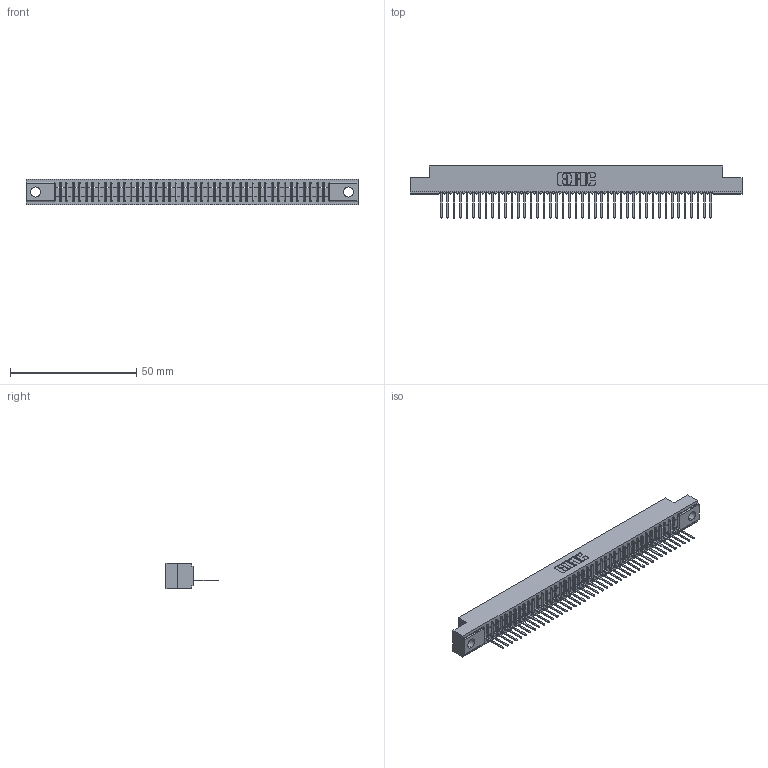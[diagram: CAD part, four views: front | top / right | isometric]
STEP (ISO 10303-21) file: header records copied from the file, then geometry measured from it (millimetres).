
FILE_DESCRIPTION (( 'STEP AP203' ), '1' );
FILE_NAME ('341-043-522-104.STEP', '2018-08-07T02:00:21', ( '' ), ( '' ), 'SwSTEP 2.0', 'SolidWorks 2016', '' );
FILE_SCHEMA (( 'CONFIG_CONTROL_DESIGN' ));
Length unit declared in the file: inch
Products named in the file (3): 341-043-522-104; 341 Part_.156 (3.96) Dia Mounting Holes; 341-292-001_341-292-122
Assembly tree (44 placements, depth 2):
  341-043-522-104
    341 Part_.156 (3.96) Dia Mounting Holes
    341-292-001_341-292-122  x43
Bounding box: 131.44 x 20.62 x 10.16 mm (x, y, z)
Volume: 9352.7 mm3; surface area: 14764.1 mm2
Topology: 44 solids, 44 shells, 3656 faces, 10543 edges, 6766 vertices
Faces by surface type: plane 2275, cylinder 1209, sphere 88, torus 84
Entity records: 50948 total; most frequent: CARTESIAN_POINT 8660, ORIENTED_EDGE 8646, DIRECTION 8351, EDGE_CURVE 4323, VECTOR 3501, LINE 3501, VERTEX_POINT 2734, AXIS2_PLACEMENT_3D 2425
